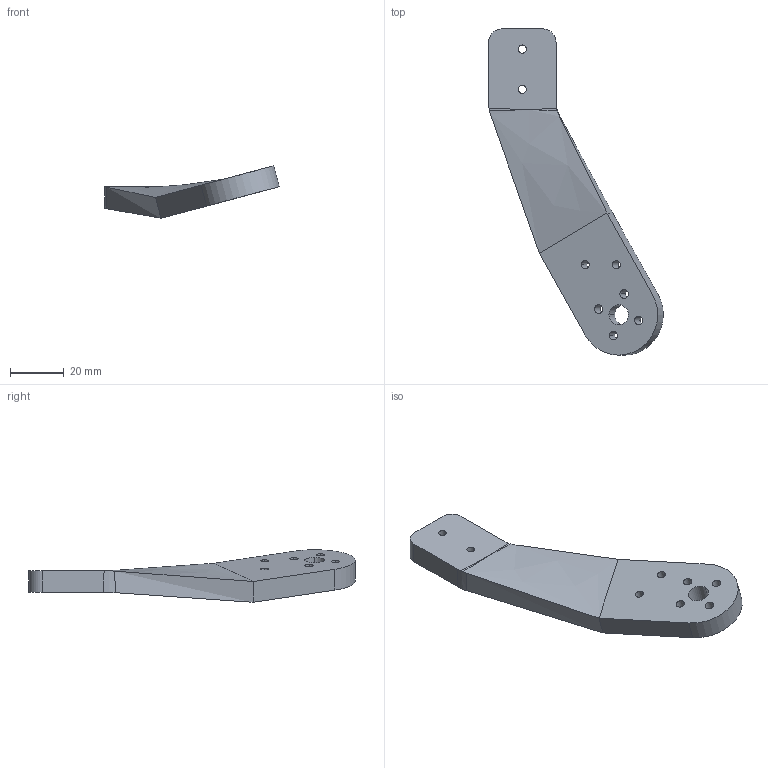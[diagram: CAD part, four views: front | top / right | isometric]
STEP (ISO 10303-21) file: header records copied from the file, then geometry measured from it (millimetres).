
FILE_DESCRIPTION(('Open CASCADE Model'),'2;1');
FILE_NAME('Open CASCADE Shape Model','2025-03-06T16:21:25',('Author'),( 'Open CASCADE'),'Open CASCADE STEP processor 7.7','Open CASCADE 7.7' ,'Unknown');
FILE_SCHEMA(('AUTOMOTIVE_DESIGN { 1 0 10303 214 1 1 1 1 }'));
Length unit declared in the file: millimetre
Products named in the file (1): Open CASCADE STEP translator 7.7 6
Bounding box: 64.86 x 121.25 x 19.46 mm (x, y, z)
Volume: 26733.1 mm3; surface area: 9896.3 mm2
Topology: 1 solids, 1 shells, 41 faces, 117 edges, 74 vertices
Faces by surface type: cylinder 21, bspline 11, plane 9
Entity records: 4052 total; most frequent: CARTESIAN_POINT 2029, DIRECTION 304, ORIENTED_EDGE 226, PCURVE 226, DEFINITIONAL_REPRESENTATION 226, LINE 152, VECTOR 152, EDGE_CURVE 113
